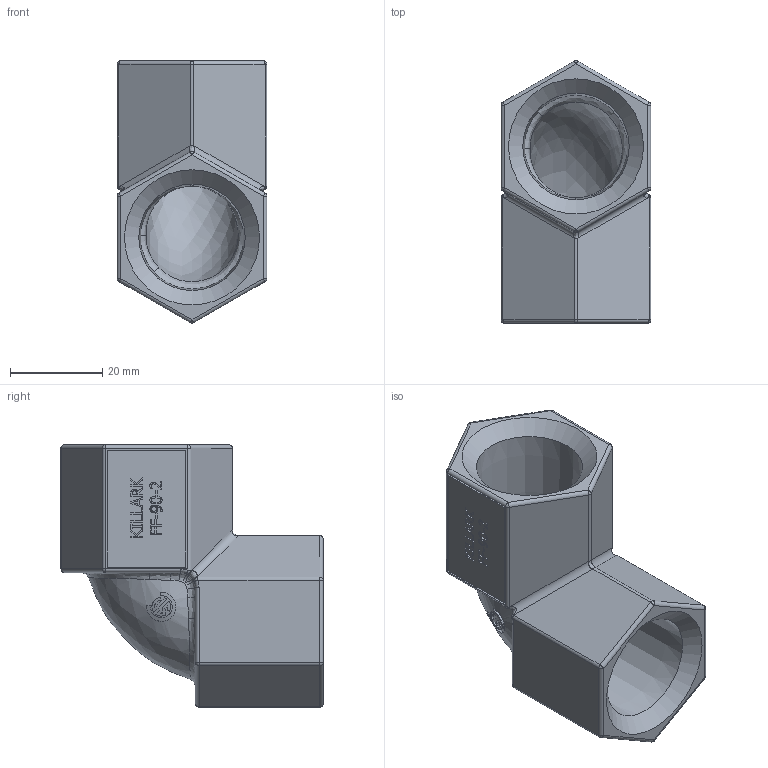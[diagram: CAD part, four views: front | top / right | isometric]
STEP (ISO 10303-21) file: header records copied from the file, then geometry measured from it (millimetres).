
FILE_DESCRIPTION(/* description */ ('FF-90-2 AS CAST'),/* implementation_level */ '2;1');
FILE_NAME(/* name */ 'KIL_FF-90-2.stp',/* time_stamp */ '2021-03-17T01:31:48+05:00',/* author */ ('lsugumaran'),/* organization */ (''),/* preprocessor_version */ 'ST-DEVELOPER v18',/* originating_system */ 'Autodesk Inventor 2020',/* authorisation */ '');
FILE_SCHEMA (('AUTOMOTIVE_DESIGN { 1 0 10303 214 3 1 1 }'));
Length unit declared in the file: inch
Products named in the file (1): 06693
Bounding box: 32.54 x 57.03 x 57.03 mm (x, y, z)
Volume: 31591.3 mm3; surface area: 13617.1 mm2
Topology: 1 solids, 1 shells, 926 faces, 2447 edges, 1589 vertices
Faces by surface type: plane 533, bspline 311, cylinder 52, sphere 22, cone 4, torus 4
Full cylindrical faces by diameter (mm): 5.175 x1, 6.35 x1
Entity records: 31960 total; most frequent: CARTESIAN_POINT 11236, ORIENTED_EDGE 4872, DIRECTION 3114, EDGE_CURVE 2436, LINE 1622, VECTOR 1622, VERTEX_POINT 1589, EDGE_LOOP 1005
